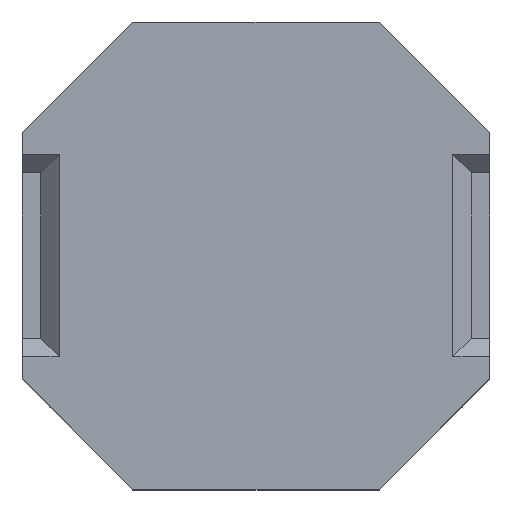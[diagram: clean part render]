
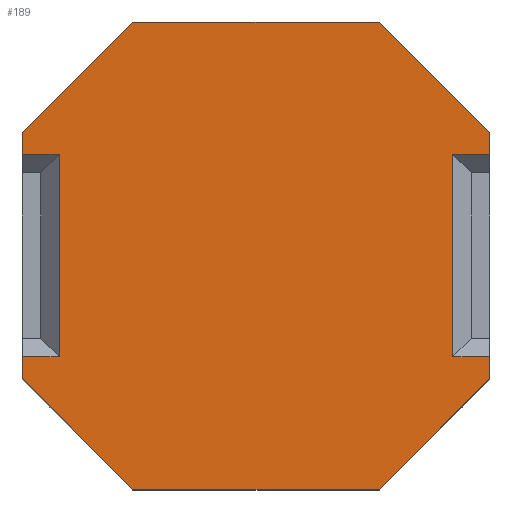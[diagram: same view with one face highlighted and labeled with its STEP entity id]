
A CAD part, top view. The second image highlights one B-rep face of the part: STEP entity #189.
In plain terms, the highlighted planar face has unit normal (0, 0, 1).
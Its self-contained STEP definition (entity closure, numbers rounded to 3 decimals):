
#12 = CARTESIAN_POINT ( 'NONE',  ( -1.27, -0.67, 2.5 ) ) ;
#16 = ORIENTED_EDGE ( 'NONE', *, *, #416, .F. ) ;
#17 = VERTEX_POINT ( 'NONE', #12 ) ;
#24 = DIRECTION ( 'NONE',  ( 1., 0., 0. ) ) ;
#29 = VECTOR ( 'NONE', #714, 1000. ) ;
#35 = VECTOR ( 'NONE', #86, 1000. ) ;
#39 = ORIENTED_EDGE ( 'NONE', *, *, #684, .T. ) ;
#48 = CARTESIAN_POINT ( 'NONE',  ( 0.67, 1.27, 2.5 ) ) ;
#52 = VERTEX_POINT ( 'NONE', #285 ) ;
#53 = VERTEX_POINT ( 'NONE', #220 ) ;
#54 = CARTESIAN_POINT ( 'NONE',  ( 1.27, 0.55, 2.5 ) ) ;
#58 = LINE ( 'NONE', #548, #29 ) ;
#61 = VERTEX_POINT ( 'NONE', #54 ) ;
#62 = EDGE_CURVE ( 'NONE', #96, #244, #155, .T. ) ;
#68 = VECTOR ( 'NONE', #351, 1000. ) ;
#77 = EDGE_CURVE ( 'NONE', #52, #637, #295, .T. ) ;
#79 = LINE ( 'NONE', #127, #483 ) ;
#86 = DIRECTION ( 'NONE',  ( 0., 1., 0. ) ) ;
#88 = EDGE_LOOP ( 'NONE', ( #403, #105, #139, #504, #16, #538, #646, #593, #470, #520, #286, #39, #289, #719, #232, #156 ) ) ;
#91 = LINE ( 'NONE', #723, #120 ) ;
#92 = AXIS2_PLACEMENT_3D ( 'NONE', #519, #357, #291 ) ;
#93 = LINE ( 'NONE', #178, #358 ) ;
#96 = VERTEX_POINT ( 'NONE', #341 ) ;
#105 = ORIENTED_EDGE ( 'NONE', *, *, #603, .T. ) ;
#120 = VECTOR ( 'NONE', #389, 1000. ) ;
#127 = CARTESIAN_POINT ( 'NONE',  ( -0.213, -0.55, 2.5 ) ) ;
#138 = VECTOR ( 'NONE', #525, 1000. ) ;
#139 = ORIENTED_EDGE ( 'NONE', *, *, #690, .F. ) ;
#155 = LINE ( 'NONE', #457, #390 ) ;
#156 = ORIENTED_EDGE ( 'NONE', *, *, #547, .T. ) ;
#161 = VECTOR ( 'NONE', #663, 1000. ) ;
#168 = CARTESIAN_POINT ( 'NONE',  ( -0.67, -1.27, 2.5 ) ) ;
#177 = VERTEX_POINT ( 'NONE', #695 ) ;
#178 = CARTESIAN_POINT ( 'NONE',  ( 0.213, 0.55, 2.5 ) ) ;
#181 = CARTESIAN_POINT ( 'NONE',  ( 0.67, -1.27, 2.5 ) ) ;
#189 = ADVANCED_FACE ( 'NONE', ( #276 ), #578, .F. ) ;
#199 = CARTESIAN_POINT ( 'NONE',  ( -1.07, -0.55, 2.5 ) ) ;
#203 = VERTEX_POINT ( 'NONE', #181 ) ;
#205 = EDGE_CURVE ( 'NONE', #17, #712, #616, .T. ) ;
#215 = CARTESIAN_POINT ( 'NONE',  ( 1.27, 1.27, 2.5 ) ) ;
#219 = EDGE_CURVE ( 'NONE', #53, #460, #93, .T. ) ;
#220 = CARTESIAN_POINT ( 'NONE',  ( -1.07, 0.55, 2.5 ) ) ;
#232 = ORIENTED_EDGE ( 'NONE', *, *, #77, .F. ) ;
#233 = CARTESIAN_POINT ( 'NONE',  ( 1.27, 1.27, 2.5 ) ) ;
#244 = VERTEX_POINT ( 'NONE', #407 ) ;
#250 = LINE ( 'NONE', #281, #68 ) ;
#259 = VECTOR ( 'NONE', #393, 1000. ) ;
#263 = CARTESIAN_POINT ( 'NONE',  ( -1.27, 0.55, 2.5 ) ) ;
#267 = LINE ( 'NONE', #401, #387 ) ;
#269 = CARTESIAN_POINT ( 'NONE',  ( -1.27, -0.55, 2.5 ) ) ;
#274 = CARTESIAN_POINT ( 'NONE',  ( -1.07, -0.55, 2.5 ) ) ;
#276 = FACE_OUTER_BOUND ( 'NONE', #88, .T. ) ;
#278 = VERTEX_POINT ( 'NONE', #534 ) ;
#281 = CARTESIAN_POINT ( 'NONE',  ( 1.27, -1.27, 2.5 ) ) ;
#283 = DIRECTION ( 'NONE',  ( 0., -1., 0. ) ) ;
#285 = CARTESIAN_POINT ( 'NONE',  ( 1.07, 0.55, 2.5 ) ) ;
#286 = ORIENTED_EDGE ( 'NONE', *, *, #722, .F. ) ;
#289 = ORIENTED_EDGE ( 'NONE', *, *, #718, .F. ) ;
#291 = DIRECTION ( 'NONE',  ( -1., 0., 0. ) ) ;
#293 = LINE ( 'NONE', #602, #377 ) ;
#295 = LINE ( 'NONE', #675, #726 ) ;
#309 = LINE ( 'NONE', #449, #724 ) ;
#317 = EDGE_CURVE ( 'NONE', #637, #492, #79, .T. ) ;
#333 = CARTESIAN_POINT ( 'NONE',  ( 1.07, -0.55, 2.5 ) ) ;
#341 = CARTESIAN_POINT ( 'NONE',  ( -0.67, 1.27, 2.5 ) ) ;
#347 = CARTESIAN_POINT ( 'NONE',  ( -0.67, -1.27, 2.5 ) ) ;
#351 = DIRECTION ( 'NONE',  ( -1., 0., 0. ) ) ;
#357 = DIRECTION ( 'NONE',  ( 0., 0., -1. ) ) ;
#358 = VECTOR ( 'NONE', #523, 1000. ) ;
#367 = EDGE_CURVE ( 'NONE', #17, #439, #58, .T. ) ;
#374 = DIRECTION ( 'NONE',  ( 0., 1., 0. ) ) ;
#377 = VECTOR ( 'NONE', #374, 1000. ) ;
#387 = VECTOR ( 'NONE', #636, 1000. ) ;
#389 = DIRECTION ( 'NONE',  ( -0.707, 0.707, 0. ) ) ;
#390 = VECTOR ( 'NONE', #515, 1000. ) ;
#393 = DIRECTION ( 'NONE',  ( 0.707, 0.707, 0. ) ) ;
#401 = CARTESIAN_POINT ( 'NONE',  ( -1.27, 1.27, 2.5 ) ) ;
#403 = ORIENTED_EDGE ( 'NONE', *, *, #654, .F. ) ;
#407 = CARTESIAN_POINT ( 'NONE',  ( -1.27, 0.67, 2.5 ) ) ;
#408 = LINE ( 'NONE', #686, #259 ) ;
#416 = EDGE_CURVE ( 'NONE', #460, #244, #293, .T. ) ;
#436 = LINE ( 'NONE', #215, #715 ) ;
#439 = VERTEX_POINT ( 'NONE', #269 ) ;
#449 = CARTESIAN_POINT ( 'NONE',  ( -0.213, 0.55, 2.5 ) ) ;
#452 = EDGE_CURVE ( 'NONE', #635, #439, #474, .T. ) ;
#457 = CARTESIAN_POINT ( 'NONE',  ( -1.27, 0.67, 2.5 ) ) ;
#459 = EDGE_CURVE ( 'NONE', #635, #53, #500, .T. ) ;
#460 = VERTEX_POINT ( 'NONE', #263 ) ;
#470 = ORIENTED_EDGE ( 'NONE', *, *, #367, .F. ) ;
#474 = LINE ( 'NONE', #601, #161 ) ;
#483 = VECTOR ( 'NONE', #24, 1000. ) ;
#492 = VERTEX_POINT ( 'NONE', #729 ) ;
#498 = DIRECTION ( 'NONE',  ( 1., 0., 0. ) ) ;
#499 = LINE ( 'NONE', #233, #535 ) ;
#500 = LINE ( 'NONE', #199, #35 ) ;
#504 = ORIENTED_EDGE ( 'NONE', *, *, #62, .T. ) ;
#509 = DIRECTION ( 'NONE',  ( 0., -1., 0. ) ) ;
#515 = DIRECTION ( 'NONE',  ( -0.707, -0.707, 0. ) ) ;
#519 = CARTESIAN_POINT ( 'NONE',  ( 0., 0., 2.5 ) ) ;
#520 = ORIENTED_EDGE ( 'NONE', *, *, #205, .T. ) ;
#522 = VERTEX_POINT ( 'NONE', #48 ) ;
#523 = DIRECTION ( 'NONE',  ( -1., 0., 0. ) ) ;
#525 = DIRECTION ( 'NONE',  ( 0.707, -0.707, 0. ) ) ;
#534 = CARTESIAN_POINT ( 'NONE',  ( 1.27, 0.67, 2.5 ) ) ;
#535 = VECTOR ( 'NONE', #631, 1000. ) ;
#538 = ORIENTED_EDGE ( 'NONE', *, *, #219, .F. ) ;
#547 = EDGE_CURVE ( 'NONE', #52, #61, #309, .T. ) ;
#548 = CARTESIAN_POINT ( 'NONE',  ( -1.27, -1.27, 2.5 ) ) ;
#578 = PLANE ( 'NONE',  #92 ) ;
#593 = ORIENTED_EDGE ( 'NONE', *, *, #452, .T. ) ;
#601 = CARTESIAN_POINT ( 'NONE',  ( 0.213, -0.55, 2.5 ) ) ;
#602 = CARTESIAN_POINT ( 'NONE',  ( -1.27, -1.27, 2.5 ) ) ;
#603 = EDGE_CURVE ( 'NONE', #278, #522, #91, .T. ) ;
#616 = LINE ( 'NONE', #347, #138 ) ;
#631 = DIRECTION ( 'NONE',  ( 0., -1., 0. ) ) ;
#635 = VERTEX_POINT ( 'NONE', #274 ) ;
#636 = DIRECTION ( 'NONE',  ( 1., 0., 0. ) ) ;
#637 = VERTEX_POINT ( 'NONE', #333 ) ;
#646 = ORIENTED_EDGE ( 'NONE', *, *, #459, .F. ) ;
#654 = EDGE_CURVE ( 'NONE', #278, #61, #436, .T. ) ;
#663 = DIRECTION ( 'NONE',  ( -1., 0., 0. ) ) ;
#675 = CARTESIAN_POINT ( 'NONE',  ( 1.07, 0.55, 2.5 ) ) ;
#684 = EDGE_CURVE ( 'NONE', #203, #177, #408, .T. ) ;
#686 = CARTESIAN_POINT ( 'NONE',  ( 1.27, -0.67, 2.5 ) ) ;
#690 = EDGE_CURVE ( 'NONE', #96, #522, #267, .T. ) ;
#695 = CARTESIAN_POINT ( 'NONE',  ( 1.27, -0.67, 2.5 ) ) ;
#712 = VERTEX_POINT ( 'NONE', #168 ) ;
#714 = DIRECTION ( 'NONE',  ( 0., 1., 0. ) ) ;
#715 = VECTOR ( 'NONE', #283, 1000. ) ;
#718 = EDGE_CURVE ( 'NONE', #492, #177, #499, .T. ) ;
#719 = ORIENTED_EDGE ( 'NONE', *, *, #317, .F. ) ;
#722 = EDGE_CURVE ( 'NONE', #203, #712, #250, .T. ) ;
#723 = CARTESIAN_POINT ( 'NONE',  ( 0.67, 1.27, 2.5 ) ) ;
#724 = VECTOR ( 'NONE', #498, 1000. ) ;
#726 = VECTOR ( 'NONE', #509, 1000. ) ;
#729 = CARTESIAN_POINT ( 'NONE',  ( 1.27, -0.55, 2.5 ) ) ;
